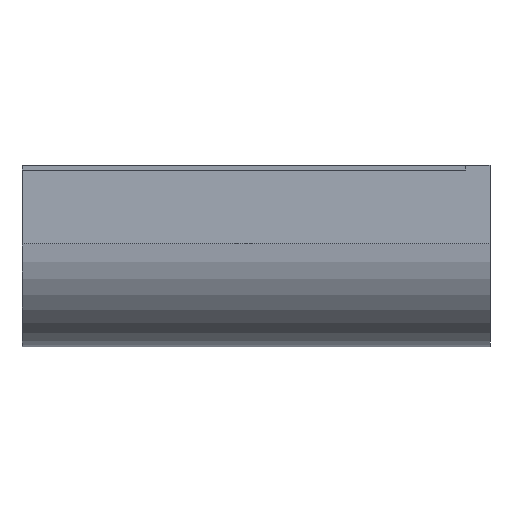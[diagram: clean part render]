
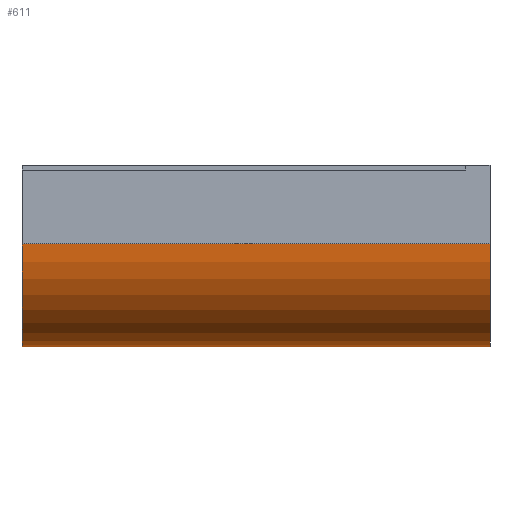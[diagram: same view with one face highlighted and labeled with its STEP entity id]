
A CAD part, left-side view. The second image highlights one B-rep face of the part: STEP entity #611.
In plain terms, the highlighted cylindrical face has radius 4.18 mm (diameter 8.36 mm), a partial arc.
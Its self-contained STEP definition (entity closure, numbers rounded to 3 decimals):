
#9 = CARTESIAN_POINT ( 'NONE',  ( 26.709, -1., -3. ) ) ;
#10 = EDGE_CURVE ( 'NONE', #176, #600, #190, .T. ) ;
#36 = VERTEX_POINT ( 'NONE', #452 ) ;
#57 = DIRECTION ( 'NONE',  ( 0., 1., 0. ) ) ;
#77 = ORIENTED_EDGE ( 'NONE', *, *, #411, .T. ) ;
#110 = DIRECTION ( 'NONE',  ( 0., 0., 1. ) ) ;
#112 = CIRCLE ( 'NONE', #291, 4.18 ) ;
#113 = CARTESIAN_POINT ( 'NONE',  ( 26.709, 18., -3. ) ) ;
#160 = CARTESIAN_POINT ( 'NONE',  ( 26.709, 18., -3. ) ) ;
#162 = CARTESIAN_POINT ( 'NONE',  ( 22.529, 18., -3. ) ) ;
#176 = VERTEX_POINT ( 'NONE', #524 ) ;
#190 = LINE ( 'NONE', #162, #521 ) ;
#200 = CARTESIAN_POINT ( 'NONE',  ( 26.709, 18., -7.18 ) ) ;
#207 = AXIS2_PLACEMENT_3D ( 'NONE', #113, #418, #637 ) ;
#209 = CARTESIAN_POINT ( 'NONE',  ( 26.709, -1., -7.18 ) ) ;
#225 = DIRECTION ( 'NONE',  ( 0., -1., 0. ) ) ;
#291 = AXIS2_PLACEMENT_3D ( 'NONE', #160, #615, #110 ) ;
#296 = CYLINDRICAL_SURFACE ( 'NONE', #207, 4.18 ) ;
#344 = EDGE_CURVE ( 'NONE', #36, #176, #112, .T. ) ;
#360 = AXIS2_PLACEMENT_3D ( 'NONE', #9, #57, #408 ) ;
#361 = CARTESIAN_POINT ( 'NONE',  ( 22.529, -1., -3. ) ) ;
#408 = DIRECTION ( 'NONE',  ( 0., 0., 1. ) ) ;
#411 = EDGE_CURVE ( 'NONE', #571, #600, #606, .T. ) ;
#418 = DIRECTION ( 'NONE',  ( 0., -1., 0. ) ) ;
#446 = EDGE_LOOP ( 'NONE', ( #518, #450, #77, #554 ) ) ;
#450 = ORIENTED_EDGE ( 'NONE', *, *, #484, .T. ) ;
#452 = CARTESIAN_POINT ( 'NONE',  ( 26.709, 18., -7.18 ) ) ;
#458 = DIRECTION ( 'NONE',  ( 0., -1., 0. ) ) ;
#484 = EDGE_CURVE ( 'NONE', #36, #571, #489, .T. ) ;
#489 = LINE ( 'NONE', #200, #580 ) ;
#518 = ORIENTED_EDGE ( 'NONE', *, *, #344, .F. ) ;
#521 = VECTOR ( 'NONE', #225, 1000. ) ;
#524 = CARTESIAN_POINT ( 'NONE',  ( 22.529, 18., -3. ) ) ;
#549 = FACE_OUTER_BOUND ( 'NONE', #446, .T. ) ;
#554 = ORIENTED_EDGE ( 'NONE', *, *, #10, .F. ) ;
#571 = VERTEX_POINT ( 'NONE', #209 ) ;
#580 = VECTOR ( 'NONE', #458, 1000. ) ;
#600 = VERTEX_POINT ( 'NONE', #361 ) ;
#606 = CIRCLE ( 'NONE', #360, 4.18 ) ;
#611 = ADVANCED_FACE ( 'NONE', ( #549 ), #296, .T. ) ;
#615 = DIRECTION ( 'NONE',  ( 0., 1., 0. ) ) ;
#637 = DIRECTION ( 'NONE',  ( 0., 0., -1. ) ) ;
